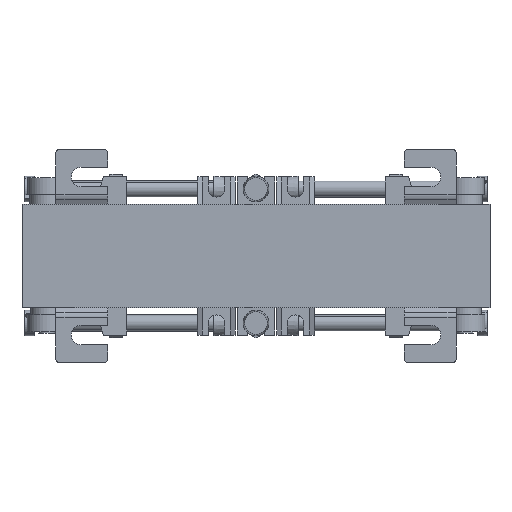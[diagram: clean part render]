
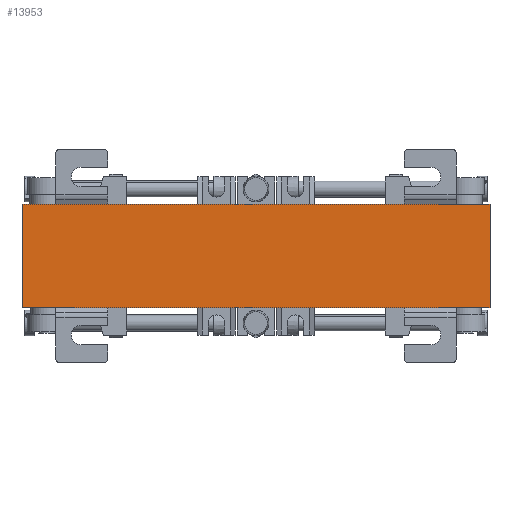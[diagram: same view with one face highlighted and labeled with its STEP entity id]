
A CAD part, front view. The second image highlights one B-rep face of the part: STEP entity #13953.
In plain terms, the highlighted planar face has unit normal (0, -1, 0).
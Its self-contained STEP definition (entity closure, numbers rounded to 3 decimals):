
#698 = ORIENTED_EDGE ( 'NONE', *, *, #18184, .T. ) ;
#2759 = PLANE ( 'NONE',  #15000 ) ;
#2840 = VERTEX_POINT ( 'NONE', #32183 ) ;
#4084 = DIRECTION ( 'NONE',  ( 0., 0., -1. ) ) ;
#5378 = DIRECTION ( 'NONE',  ( 0., 1., 0. ) ) ;
#5563 = CARTESIAN_POINT ( 'NONE',  ( 72.5, 0., 16. ) ) ;
#9220 = DIRECTION ( 'NONE',  ( 0., 0., -1. ) ) ;
#10702 = EDGE_LOOP ( 'NONE', ( #24505, #32445, #31326, #698 ) ) ;
#11142 = VERTEX_POINT ( 'NONE', #22723 ) ;
#11339 = LINE ( 'NONE', #14400, #32139 ) ;
#11784 = VERTEX_POINT ( 'NONE', #32460 ) ;
#13078 = CARTESIAN_POINT ( 'NONE',  ( 72.5, 0., 16. ) ) ;
#13718 = VECTOR ( 'NONE', #23623, 1000. ) ;
#13953 = ADVANCED_FACE ( 'NONE', ( #28154 ), #2759, .F. ) ;
#14400 = CARTESIAN_POINT ( 'NONE',  ( 72.5, 0., 16. ) ) ;
#15000 = AXIS2_PLACEMENT_3D ( 'NONE', #13078, #5378, #23454 ) ;
#17942 = CARTESIAN_POINT ( 'NONE',  ( -72.5, 0., -16. ) ) ;
#18184 = EDGE_CURVE ( 'NONE', #2840, #11142, #32867, .T. ) ;
#18193 = LINE ( 'NONE', #31850, #24197 ) ;
#18952 = EDGE_CURVE ( 'NONE', #11784, #31094, #30156, .T. ) ;
#20107 = EDGE_CURVE ( 'NONE', #2840, #11784, #11339, .T. ) ;
#20113 = EDGE_CURVE ( 'NONE', #11142, #31094, #18193, .T. ) ;
#21885 = CARTESIAN_POINT ( 'NONE',  ( 72.5, 0., -16. ) ) ;
#22723 = CARTESIAN_POINT ( 'NONE',  ( -72.5, 0., 16. ) ) ;
#23454 = DIRECTION ( 'NONE',  ( 0., 0., 1. ) ) ;
#23623 = DIRECTION ( 'NONE',  ( -1., 0., 0. ) ) ;
#23725 = VECTOR ( 'NONE', #31704, 1000. ) ;
#24197 = VECTOR ( 'NONE', #4084, 1000. ) ;
#24505 = ORIENTED_EDGE ( 'NONE', *, *, #20113, .T. ) ;
#28154 = FACE_OUTER_BOUND ( 'NONE', #10702, .T. ) ;
#30156 = LINE ( 'NONE', #21885, #23725 ) ;
#31094 = VERTEX_POINT ( 'NONE', #17942 ) ;
#31326 = ORIENTED_EDGE ( 'NONE', *, *, #20107, .F. ) ;
#31704 = DIRECTION ( 'NONE',  ( -1., 0., 0. ) ) ;
#31850 = CARTESIAN_POINT ( 'NONE',  ( -72.5, 0., 16. ) ) ;
#32139 = VECTOR ( 'NONE', #9220, 1000. ) ;
#32183 = CARTESIAN_POINT ( 'NONE',  ( 72.5, 0., 16. ) ) ;
#32445 = ORIENTED_EDGE ( 'NONE', *, *, #18952, .F. ) ;
#32460 = CARTESIAN_POINT ( 'NONE',  ( 72.5, 0., -16. ) ) ;
#32867 = LINE ( 'NONE', #5563, #13718 ) ;
